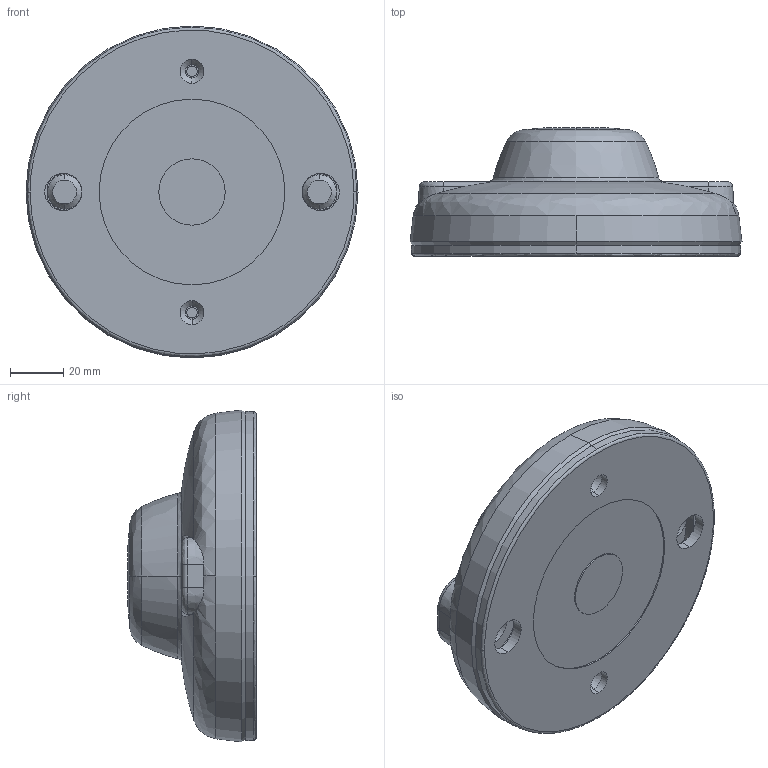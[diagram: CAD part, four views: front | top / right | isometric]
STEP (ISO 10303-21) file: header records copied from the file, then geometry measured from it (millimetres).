
FILE_DESCRIPTION (( 'STEP AP214' ), '1' );
FILE_NAME ('098ck125kbzg.STEP', '2014-08-22T12:27:25', ( '' ), ( '' ), 'SwSTEP 2.0', 'SolidWorks 2014', '' );
FILE_SCHEMA (( 'AUTOMOTIVE_DESIGN' ));
Length unit declared in the file: millimetre
Products named in the file (1): 098ck125kbzg
Bounding box: 125.11 x 48.47 x 125.11 mm (x, y, z)
Volume: 283942 mm3; surface area: 79765.4 mm2
Topology: 2 solids, 2 shells, 248 faces, 670 edges, 436 vertices
Faces by surface type: bspline 73, plane 72, cylinder 57, cone 46
Entity records: 13447 total; most frequent: CARTESIAN_POINT 4871, ORIENTED_EDGE 1340, DIRECTION 1091, EDGE_CURVE 670, AXIS2_PLACEMENT_3D 453, VERTEX_POINT 436, CIRCLE 277, EDGE_LOOP 266
